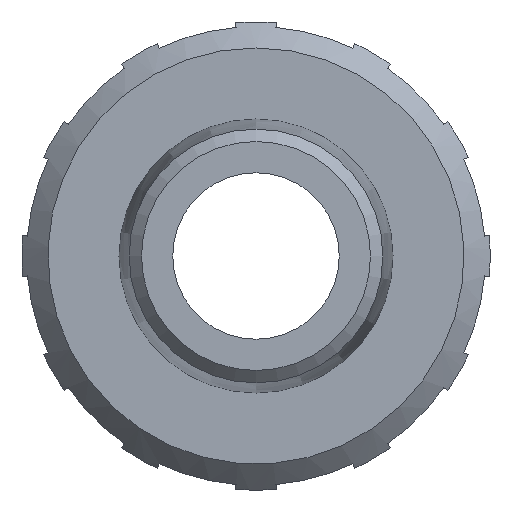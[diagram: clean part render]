
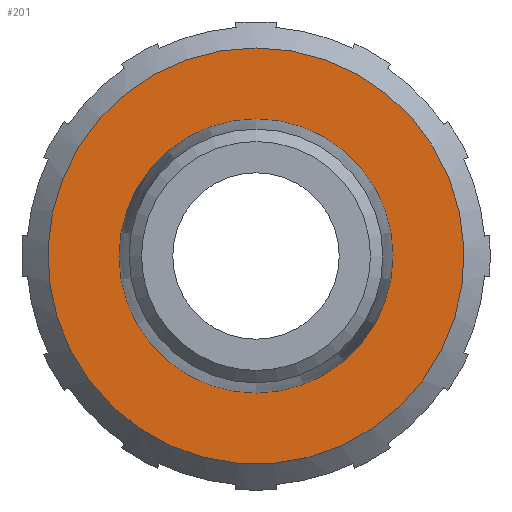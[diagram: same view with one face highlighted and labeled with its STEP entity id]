
A CAD part, left-side view. The second image highlights one B-rep face of the part: STEP entity #201.
In plain terms, the highlighted planar face has unit normal (-1, 0, 0).
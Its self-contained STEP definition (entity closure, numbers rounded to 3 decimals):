
#201 = ADVANCED_FACE( '', ( #418, #419 ), #420, .T. );
#418 = FACE_BOUND( '', #637, .T. );
#419 = FACE_OUTER_BOUND( '', #638, .T. );
#420 = PLANE( '', #639 );
#637 = EDGE_LOOP( '', ( #1182 ) );
#638 = EDGE_LOOP( '', ( #1183 ) );
#639 = AXIS2_PLACEMENT_3D( '', #1184, #1185, #1186 );
#1182 = ORIENTED_EDGE( '', *, *, #1462, .T. );
#1183 = ORIENTED_EDGE( '', *, *, #1429, .F. );
#1184 = CARTESIAN_POINT( '', ( -28.5, 23., 0. ) );
#1185 = DIRECTION( '', ( -1., 0., 0. ) );
#1186 = DIRECTION( '', ( 0., 0., 1. ) );
#1429 = EDGE_CURVE( '', #1762, #1762, #1763, .F. );
#1462 = EDGE_CURVE( '', #1798, #1798, #1799, .T. );
#1762 = VERTEX_POINT( '', #2186 );
#1763 = CIRCLE( '', #2187, 20.832 );
#1798 = VERTEX_POINT( '', #2230 );
#1799 = CIRCLE( '', #2231, 13.72 );
#2186 = CARTESIAN_POINT( '', ( -28.5, 0., 20.832 ) );
#2187 = AXIS2_PLACEMENT_3D( '', #2506, #2507, #2508 );
#2230 = CARTESIAN_POINT( '', ( -28.5, 0., -13.72 ) );
#2231 = AXIS2_PLACEMENT_3D( '', #2526, #2527, #2528 );
#2506 = CARTESIAN_POINT( '', ( -28.5, 0., 0. ) );
#2507 = DIRECTION( '', ( -1., 0., 0. ) );
#2508 = DIRECTION( '', ( 0., 0., 1. ) );
#2526 = CARTESIAN_POINT( '', ( -28.5, 0., 0. ) );
#2527 = DIRECTION( '', ( 1., 0., 0. ) );
#2528 = DIRECTION( '', ( 0., 0., -1. ) );
